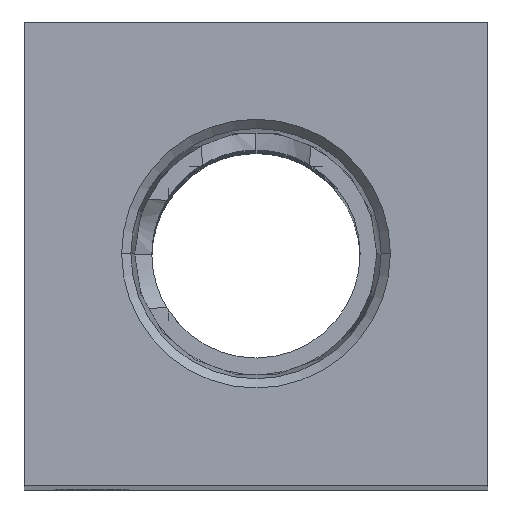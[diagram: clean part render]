
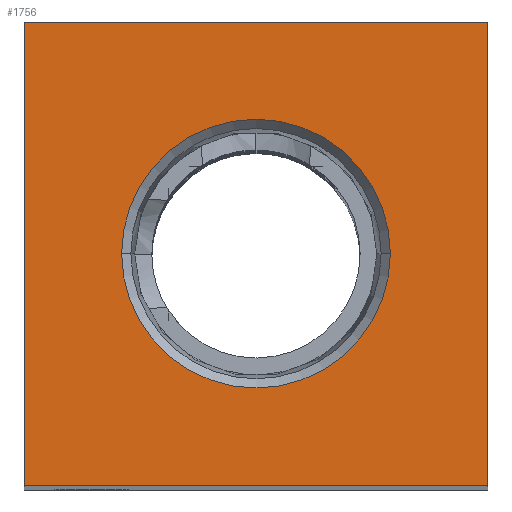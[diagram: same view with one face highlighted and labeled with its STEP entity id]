
A CAD part, top view. The second image highlights one B-rep face of the part: STEP entity #1756.
In plain terms, the highlighted planar face has unit normal (0, 0, 1).
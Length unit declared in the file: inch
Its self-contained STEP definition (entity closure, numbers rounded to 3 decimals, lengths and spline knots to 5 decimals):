
#34 = LINE ( 'NONE', #3471, #2686 ) ;
#404 = VECTOR ( 'NONE', #2897, 39.37008 ) ;
#441 = DIRECTION ( 'NONE',  ( 1., 0., 0. ) ) ;
#1048 = EDGE_LOOP ( 'NONE', ( #3841, #3329, #3464, #5288 ) ) ;
#1259 = CARTESIAN_POINT ( 'NONE',  ( 0., 0., 3.6875 ) ) ;
#1600 = AXIS2_PLACEMENT_3D ( 'NONE', #4164, #3049, #3038 ) ;
#1662 = EDGE_LOOP ( 'NONE', ( #2185, #5339 ) ) ;
#1756 = ADVANCED_FACE ( 'NONE', ( #6467, #3580 ), #3078, .T. ) ;
#1796 = EDGE_CURVE ( 'NONE', #4037, #2149, #4692, .T. ) ;
#1829 = DIRECTION ( 'NONE',  ( 1., 0., 0. ) ) ;
#1845 = EDGE_CURVE ( 'NONE', #6746, #6736, #3042, .T. ) ;
#1919 = VECTOR ( 'NONE', #2050, 39.37008 ) ;
#2002 = CARTESIAN_POINT ( 'NONE',  ( 0.625, -0.625, 3.6875 ) ) ;
#2050 = DIRECTION ( 'NONE',  ( 0., 1., 0. ) ) ;
#2149 = VERTEX_POINT ( 'NONE', #4915 ) ;
#2177 = EDGE_CURVE ( 'NONE', #4342, #2237, #2607, .T. ) ;
#2185 = ORIENTED_EDGE ( 'NONE', *, *, #2177, .F. ) ;
#2237 = VERTEX_POINT ( 'NONE', #2575 ) ;
#2436 = CARTESIAN_POINT ( 'NONE',  ( 0.625, -0.625, 3.6875 ) ) ;
#2443 = EDGE_CURVE ( 'NONE', #6736, #4037, #34, .T. ) ;
#2559 = CARTESIAN_POINT ( 'NONE',  ( -0.625, -0.625, 3.6875 ) ) ;
#2575 = CARTESIAN_POINT ( 'NONE',  ( -0.3626, 0., 3.6875 ) ) ;
#2607 = CIRCLE ( 'NONE', #2948, 0.3626 ) ;
#2686 = VECTOR ( 'NONE', #3362, 39.37008 ) ;
#2897 = DIRECTION ( 'NONE',  ( 0., -1., 0. ) ) ;
#2948 = AXIS2_PLACEMENT_3D ( 'NONE', #3969, #3916, #3855 ) ;
#3038 = DIRECTION ( 'NONE',  ( 1., 0., 0. ) ) ;
#3042 = LINE ( 'NONE', #2002, #1919 ) ;
#3049 = DIRECTION ( 'NONE',  ( 0., 0., 1. ) ) ;
#3078 = PLANE ( 'NONE',  #1600 ) ;
#3084 = EDGE_CURVE ( 'NONE', #2237, #4342, #5703, .T. ) ;
#3329 = ORIENTED_EDGE ( 'NONE', *, *, #6535, .T. ) ;
#3362 = DIRECTION ( 'NONE',  ( -1., 0., 0. ) ) ;
#3464 = ORIENTED_EDGE ( 'NONE', *, *, #1845, .T. ) ;
#3471 = CARTESIAN_POINT ( 'NONE',  ( 0.625, 0.625, 3.6875 ) ) ;
#3533 = CARTESIAN_POINT ( 'NONE',  ( 0.625, 0.625, 3.6875 ) ) ;
#3580 = FACE_OUTER_BOUND ( 'NONE', #1048, .T. ) ;
#3841 = ORIENTED_EDGE ( 'NONE', *, *, #1796, .T. ) ;
#3855 = DIRECTION ( 'NONE',  ( 1., 0., 0. ) ) ;
#3916 = DIRECTION ( 'NONE',  ( 0., 0., 1. ) ) ;
#3969 = CARTESIAN_POINT ( 'NONE',  ( 0., 0., 3.6875 ) ) ;
#4037 = VERTEX_POINT ( 'NONE', #5694 ) ;
#4164 = CARTESIAN_POINT ( 'NONE',  ( 0., 0., 3.6875 ) ) ;
#4342 = VERTEX_POINT ( 'NONE', #6555 ) ;
#4692 = LINE ( 'NONE', #2559, #404 ) ;
#4762 = AXIS2_PLACEMENT_3D ( 'NONE', #1259, #5138, #1829 ) ;
#4915 = CARTESIAN_POINT ( 'NONE',  ( -0.625, -0.625, 3.6875 ) ) ;
#5138 = DIRECTION ( 'NONE',  ( 0., 0., 1. ) ) ;
#5288 = ORIENTED_EDGE ( 'NONE', *, *, #2443, .T. ) ;
#5339 = ORIENTED_EDGE ( 'NONE', *, *, #3084, .F. ) ;
#5694 = CARTESIAN_POINT ( 'NONE',  ( -0.625, 0.625, 3.6875 ) ) ;
#5703 = CIRCLE ( 'NONE', #4762, 0.3626 ) ;
#6467 = FACE_BOUND ( 'NONE', #1662, .T. ) ;
#6477 = VECTOR ( 'NONE', #441, 39.37008 ) ;
#6535 = EDGE_CURVE ( 'NONE', #2149, #6746, #6640, .T. ) ;
#6555 = CARTESIAN_POINT ( 'NONE',  ( 0.3626, 0., 3.6875 ) ) ;
#6640 = LINE ( 'NONE', #7022, #6477 ) ;
#6736 = VERTEX_POINT ( 'NONE', #3533 ) ;
#6746 = VERTEX_POINT ( 'NONE', #2436 ) ;
#7022 = CARTESIAN_POINT ( 'NONE',  ( 0.625, -0.625, 3.6875 ) ) ;
